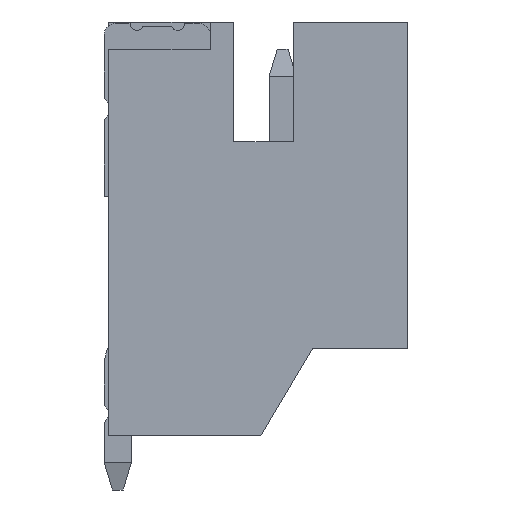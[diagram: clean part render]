
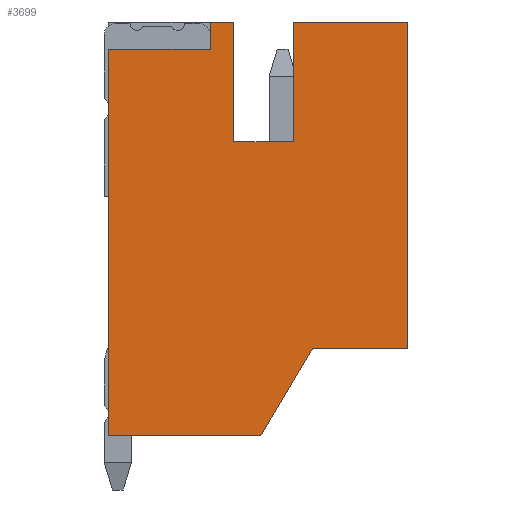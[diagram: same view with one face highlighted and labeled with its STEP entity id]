
A CAD part, left-side view. The second image highlights one B-rep face of the part: STEP entity #3699.
In plain terms, the highlighted planar face has unit normal (-1, 0, 0).
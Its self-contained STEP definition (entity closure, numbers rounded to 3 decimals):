
#376=ORIENTED_EDGE('',*,*,#1422,.F.);
#377=ORIENTED_EDGE('',*,*,#1423,.F.);
#378=ORIENTED_EDGE('',*,*,#1343,.T.);
#379=ORIENTED_EDGE('',*,*,#1424,.T.);
#380=ORIENTED_EDGE('',*,*,#1425,.T.);
#381=ORIENTED_EDGE('',*,*,#1209,.T.);
#382=ORIENTED_EDGE('',*,*,#1304,.T.);
#383=ORIENTED_EDGE('',*,*,#1328,.T.);
#384=ORIENTED_EDGE('',*,*,#1426,.F.);
#385=ORIENTED_EDGE('',*,*,#1427,.F.);
#386=ORIENTED_EDGE('',*,*,#1428,.F.);
#387=ORIENTED_EDGE('',*,*,#1391,.T.);
#1209=EDGE_CURVE('',#1754,#1753,#2109,.T.);
#1304=EDGE_CURVE('',#1753,#1836,#2204,.T.);
#1328=EDGE_CURVE('',#1836,#1858,#2228,.T.);
#1343=EDGE_CURVE('',#1870,#1871,#2243,.T.);
#1391=EDGE_CURVE('',#1908,#1907,#2291,.T.);
#1422=EDGE_CURVE('',#1930,#1907,#2322,.T.);
#1423=EDGE_CURVE('',#1870,#1930,#2323,.T.);
#1424=EDGE_CURVE('',#1871,#1931,#2324,.T.);
#1425=EDGE_CURVE('',#1931,#1754,#2325,.T.);
#1426=EDGE_CURVE('',#1932,#1858,#2326,.T.);
#1427=EDGE_CURVE('',#1933,#1932,#2327,.T.);
#1428=EDGE_CURVE('',#1908,#1933,#2328,.T.);
#1753=VERTEX_POINT('',#5130);
#1754=VERTEX_POINT('',#5132);
#1836=VERTEX_POINT('',#5315);
#1858=VERTEX_POINT('',#5363);
#1870=VERTEX_POINT('',#5392);
#1871=VERTEX_POINT('',#5393);
#1907=VERTEX_POINT('',#5485);
#1908=VERTEX_POINT('',#5487);
#1930=VERTEX_POINT('',#5546);
#1931=VERTEX_POINT('',#5549);
#1932=VERTEX_POINT('',#5552);
#1933=VERTEX_POINT('',#5554);
#2109=LINE('',#5131,#2625);
#2204=LINE('',#5316,#2720);
#2228=LINE('',#5364,#2744);
#2243=LINE('',#5391,#2759);
#2291=LINE('',#5486,#2807);
#2322=LINE('',#5545,#2838);
#2323=LINE('',#5547,#2839);
#2324=LINE('',#5548,#2840);
#2325=LINE('',#5550,#2841);
#2326=LINE('',#5551,#2842);
#2327=LINE('',#5553,#2843);
#2328=LINE('',#5555,#2844);
#2625=VECTOR('',#4147,1000.);
#2720=VECTOR('',#4256,1000.);
#2744=VECTOR('',#4284,1000.);
#2759=VECTOR('',#4301,1000.);
#2807=VECTOR('',#4367,1000.);
#2838=VECTOR('',#4410,1000.);
#2839=VECTOR('',#4411,1000.);
#2840=VECTOR('',#4412,1000.);
#2841=VECTOR('',#4413,1000.);
#2842=VECTOR('',#4414,1000.);
#2843=VECTOR('',#4415,1000.);
#2844=VECTOR('',#4416,1000.);
#3149=EDGE_LOOP('',(#376,#377,#378,#379,#380,#381,#382,#383,#384,#385,#386,
#387));
#3341=FACE_BOUND('',#3149,.T.);
#3527=PLANE('',#3923);
#3699=ADVANCED_FACE('',(#3341),#3527,.T.);
#3923=AXIS2_PLACEMENT_3D('',#5544,#4408,#4409);
#4147=DIRECTION('',(0.,-1.,0.));
#4256=DIRECTION('',(0.,0.,1.));
#4284=DIRECTION('',(0.,1.,0.));
#4301=DIRECTION('',(0.,0.,-1.));
#4367=DIRECTION('',(0.,1.,0.));
#4408=DIRECTION('',(-1.,0.,0.));
#4409=DIRECTION('',(0.,0.,1.));
#4410=DIRECTION('',(0.,0.,1.));
#4411=DIRECTION('',(0.,-1.,0.));
#4412=DIRECTION('',(0.,-1.,0.));
#4413=DIRECTION('',(0.,-0.511,0.86));
#4414=DIRECTION('',(0.,0.,1.));
#4415=DIRECTION('',(0.,-1.,0.));
#4416=DIRECTION('',(0.,0.,-1.));
#5130=CARTESIAN_POINT('',(-7.,-2.75,-3.));
#5131=CARTESIAN_POINT('',(-7.,2.75,-3.));
#5132=CARTESIAN_POINT('',(-7.,-1.,-3.));
#5315=CARTESIAN_POINT('',(-7.,-2.75,3.));
#5316=CARTESIAN_POINT('',(-7.,-2.75,-3.));
#5363=CARTESIAN_POINT('',(-7.,-0.65,3.));
#5364=CARTESIAN_POINT('',(-7.,-2.75,3.));
#5391=CARTESIAN_POINT('',(-7.,2.75,3.));
#5392=CARTESIAN_POINT('',(-7.,2.75,2.5));
#5393=CARTESIAN_POINT('',(-7.,2.75,-4.6));
#5485=CARTESIAN_POINT('',(-7.,0.88,3.));
#5486=CARTESIAN_POINT('',(-7.,-2.75,3.));
#5487=CARTESIAN_POINT('',(-7.,0.45,3.));
#5544=CARTESIAN_POINT('',(-7.,0.,0.));
#5545=CARTESIAN_POINT('',(-7.,0.88,2.5));
#5546=CARTESIAN_POINT('',(-7.,0.88,2.5));
#5547=CARTESIAN_POINT('',(-7.,2.75,2.5));
#5548=CARTESIAN_POINT('',(-7.,2.75,-4.6));
#5549=CARTESIAN_POINT('',(-7.,-0.05,-4.6));
#5550=CARTESIAN_POINT('',(-7.,-0.05,-4.6));
#5551=CARTESIAN_POINT('',(-7.,-0.65,0.8));
#5552=CARTESIAN_POINT('',(-7.,-0.65,0.8));
#5553=CARTESIAN_POINT('',(-7.,0.45,0.8));
#5554=CARTESIAN_POINT('',(-7.,0.45,0.8));
#5555=CARTESIAN_POINT('',(-7.,0.45,3.));
